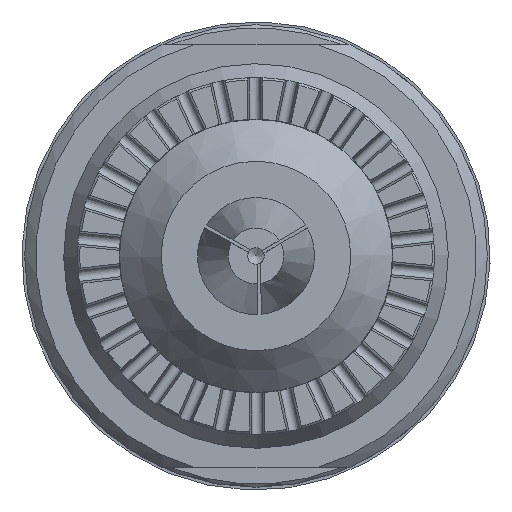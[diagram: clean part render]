
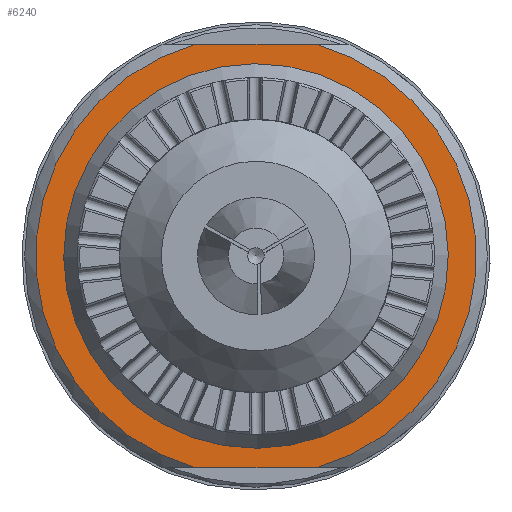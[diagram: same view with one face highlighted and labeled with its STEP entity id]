
A CAD part, left-side view. The second image highlights one B-rep face of the part: STEP entity #6240.
In plain terms, the highlighted planar face has unit normal (-1, 0, 0).
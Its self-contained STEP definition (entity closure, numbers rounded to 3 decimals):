
#247=LINE('',#9158,#717);
#248=LINE('',#9160,#718);
#717=VECTOR('',#7384,10.782);
#718=VECTOR('',#7385,10.782);
#1243=PLANE('',#6643);
#1470=FACE_BOUND('',#1945,.T.);
#1565=FACE_OUTER_BOUND('',#1944,.T.);
#1944=EDGE_LOOP('',(#4163,#4164,#4165,#4166));
#1945=EDGE_LOOP('',(#4167));
#2358=CIRCLE('',#6642,19.75);
#2359=CIRCLE('',#6644,19.75);
#2360=CIRCLE('',#6645,8.);
#2602=VERTEX_POINT('',#9144);
#2605=VERTEX_POINT('',#9151);
#2606=VERTEX_POINT('',#9157);
#2607=VERTEX_POINT('',#9159);
#2608=VERTEX_POINT('',#9162);
#3219=EDGE_CURVE('',#2605,#2602,#2358,.T.);
#3220=EDGE_CURVE('',#2606,#2602,#247,.T.);
#3221=EDGE_CURVE('',#2605,#2607,#248,.T.);
#3222=EDGE_CURVE('',#2606,#2607,#2359,.T.);
#3223=EDGE_CURVE('',#2608,#2608,#2360,.T.);
#4163=ORIENTED_EDGE('',*,*,#3220,.T.);
#4164=ORIENTED_EDGE('',*,*,#3219,.F.);
#4165=ORIENTED_EDGE('',*,*,#3221,.T.);
#4166=ORIENTED_EDGE('',*,*,#3222,.F.);
#4167=ORIENTED_EDGE('',*,*,#3223,.T.);
#6240=ADVANCED_FACE('',(#1565,#1470),#1243,.T.);
#6642=AXIS2_PLACEMENT_3D('',#9155,#7380,#7381);
#6643=AXIS2_PLACEMENT_3D('',#9156,#7382,#7383);
#6644=AXIS2_PLACEMENT_3D('',#9161,#7386,#7387);
#6645=AXIS2_PLACEMENT_3D('',#9163,#7388,#7389);
#7380=DIRECTION('center_axis',(1.,0.,0.));
#7381=DIRECTION('ref_axis',(0.,1.,0.));
#7382=DIRECTION('center_axis',(-1.,0.,0.));
#7383=DIRECTION('ref_axis',(0.,0.,1.));
#7384=DIRECTION('',(0.,-1.,0.));
#7385=DIRECTION('',(0.,1.,0.));
#7386=DIRECTION('center_axis',(1.,0.,0.));
#7387=DIRECTION('ref_axis',(0.,1.,0.));
#7388=DIRECTION('center_axis',(1.,0.,0.));
#7389=DIRECTION('ref_axis',(0.,1.,0.));
#9144=CARTESIAN_POINT('',(-85.,-5.391,-19.));
#9151=CARTESIAN_POINT('',(-85.,-5.391,19.));
#9155=CARTESIAN_POINT('Origin',(-85.,0.,
0.));
#9156=CARTESIAN_POINT('Origin',(-85.,13.875,0.));
#9157=CARTESIAN_POINT('',(-85.,5.391,-19.));
#9158=CARTESIAN_POINT('',(-85.,1.392,-19.));
#9159=CARTESIAN_POINT('',(-85.,5.391,19.));
#9160=CARTESIAN_POINT('',(-85.,12.483,19.));
#9161=CARTESIAN_POINT('Origin',(-85.,0.,
0.));
#9162=CARTESIAN_POINT('',(-85.,8.,0.));
#9163=CARTESIAN_POINT('Origin',(-85.,0.,
0.));
